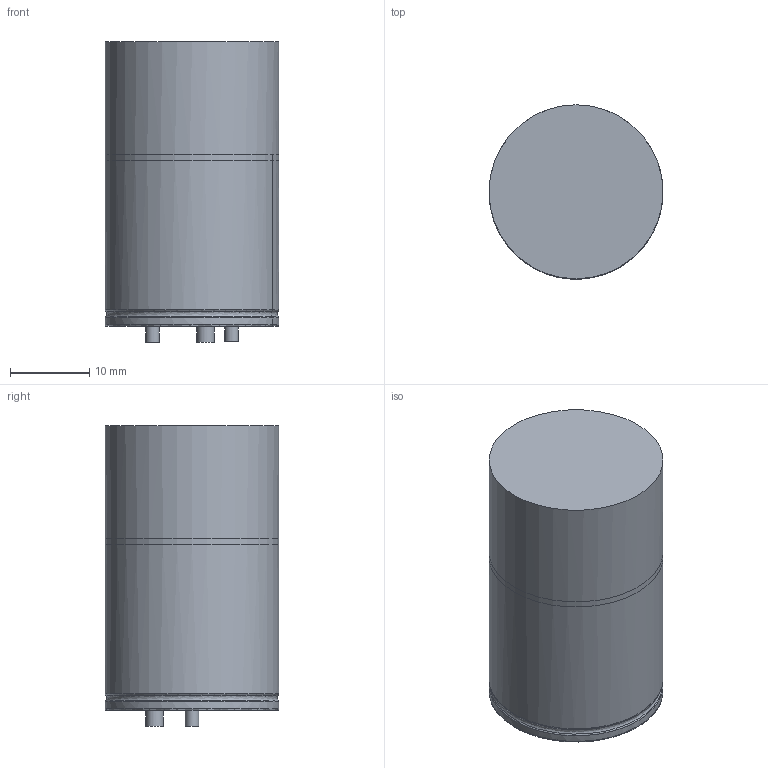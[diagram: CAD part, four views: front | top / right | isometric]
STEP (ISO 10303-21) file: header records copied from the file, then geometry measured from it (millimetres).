
FILE_DESCRIPTION(('FreeCAD Model'),'2;1');
FILE_NAME('Open CASCADE Shape Model','2021-07-08T14:54:03',('Author'),( ''),'Open CASCADE STEP processor 7.5','FreeCAD','Unknown');
FILE_SCHEMA(('AUTOMOTIVE_DESIGN { 1 0 10303 214 1 1 1 1 }'));
Length unit declared in the file: millimetre
Products named in the file (1): Fusion
Bounding box: 22 x 22 x 38 mm (x, y, z)
Volume: 13656.7 mm3; surface area: 3296.9 mm2
Topology: 1 solids, 1 shells, 34 faces, 97 edges, 72 vertices
Faces by surface type: cylinder 18, plane 7, bspline 5, revolution 4
Full cylindrical faces by diameter (mm): 1.7 x2, 2.2 x1, 22 x1
Entity records: 2161 total; most frequent: CARTESIAN_POINT 1029, ORIENTED_EDGE 194, DIRECTION 159, EDGE_CURVE 97, VERTEX_POINT 72, AXIS2_PLACEMENT_3D 65, FACE_BOUND 41, EDGE_LOOP 41
